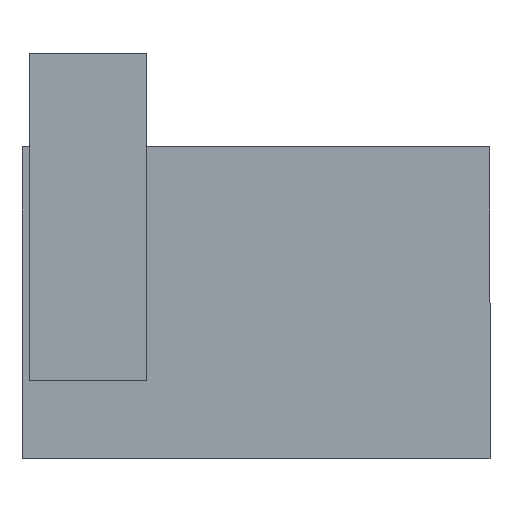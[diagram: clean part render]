
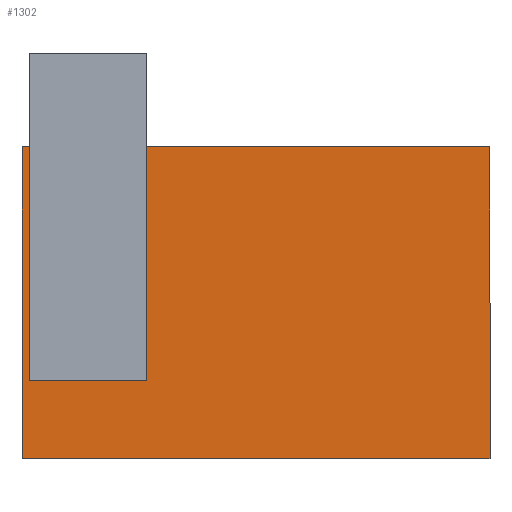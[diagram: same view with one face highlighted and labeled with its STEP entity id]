
A CAD part, front view. The second image highlights one B-rep face of the part: STEP entity #1302.
In plain terms, the highlighted planar face has unit normal (0, -1, 0).
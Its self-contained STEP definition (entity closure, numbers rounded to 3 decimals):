
#82 = ORIENTED_EDGE ( 'NONE', *, *, #656, .T. ) ;
#115 = DIRECTION ( 'NONE',  ( 0., -1., 0. ) ) ;
#270 = LINE ( 'NONE', #465, #770 ) ;
#333 = ORIENTED_EDGE ( 'NONE', *, *, #1564, .T. ) ;
#337 = LINE ( 'NONE', #1079, #1050 ) ;
#465 = CARTESIAN_POINT ( 'NONE',  ( -30., 0., 20. ) ) ;
#522 = FACE_OUTER_BOUND ( 'NONE', #1755, .T. ) ;
#594 = CARTESIAN_POINT ( 'NONE',  ( -30., 0., -20. ) ) ;
#625 = CARTESIAN_POINT ( 'NONE',  ( -30., 0., -20. ) ) ;
#656 = EDGE_CURVE ( 'NONE', #2388, #1137, #337, .T. ) ;
#770 = VECTOR ( 'NONE', #1027, 1000. ) ;
#807 = LINE ( 'NONE', #2134, #2345 ) ;
#870 = VERTEX_POINT ( 'NONE', #1003 ) ;
#1003 = CARTESIAN_POINT ( 'NONE',  ( 30., 0., -20. ) ) ;
#1011 = CARTESIAN_POINT ( 'NONE',  ( -30., 0., 20. ) ) ;
#1027 = DIRECTION ( 'NONE',  ( 0., 0., -1. ) ) ;
#1050 = VECTOR ( 'NONE', #2004, 1000. ) ;
#1079 = CARTESIAN_POINT ( 'NONE',  ( -30., 0., 20. ) ) ;
#1137 = VERTEX_POINT ( 'NONE', #1011 ) ;
#1218 = DIRECTION ( 'NONE',  ( 1., 0., 0. ) ) ;
#1275 = VECTOR ( 'NONE', #1218, 1000. ) ;
#1302 = ADVANCED_FACE ( 'NONE', ( #522 ), #2178, .T. ) ;
#1380 = DIRECTION ( 'NONE',  ( 0., 0., 1. ) ) ;
#1437 = CARTESIAN_POINT ( 'NONE',  ( 30., 0., 20. ) ) ;
#1455 = DIRECTION ( 'NONE',  ( 0., 0., -1. ) ) ;
#1564 = EDGE_CURVE ( 'NONE', #2019, #870, #2157, .T. ) ;
#1566 = AXIS2_PLACEMENT_3D ( 'NONE', #2231, #115, #1455 ) ;
#1650 = EDGE_CURVE ( 'NONE', #870, #2388, #807, .T. ) ;
#1755 = EDGE_LOOP ( 'NONE', ( #333, #2444, #82, #2300 ) ) ;
#2004 = DIRECTION ( 'NONE',  ( -1., 0., 0. ) ) ;
#2019 = VERTEX_POINT ( 'NONE', #594 ) ;
#2134 = CARTESIAN_POINT ( 'NONE',  ( 30., 0., 20. ) ) ;
#2157 = LINE ( 'NONE', #625, #1275 ) ;
#2178 = PLANE ( 'NONE',  #1566 ) ;
#2206 = EDGE_CURVE ( 'NONE', #1137, #2019, #270, .T. ) ;
#2231 = CARTESIAN_POINT ( 'NONE',  ( 0., 0., 0. ) ) ;
#2300 = ORIENTED_EDGE ( 'NONE', *, *, #2206, .T. ) ;
#2345 = VECTOR ( 'NONE', #1380, 1000. ) ;
#2388 = VERTEX_POINT ( 'NONE', #1437 ) ;
#2444 = ORIENTED_EDGE ( 'NONE', *, *, #1650, .T. ) ;
